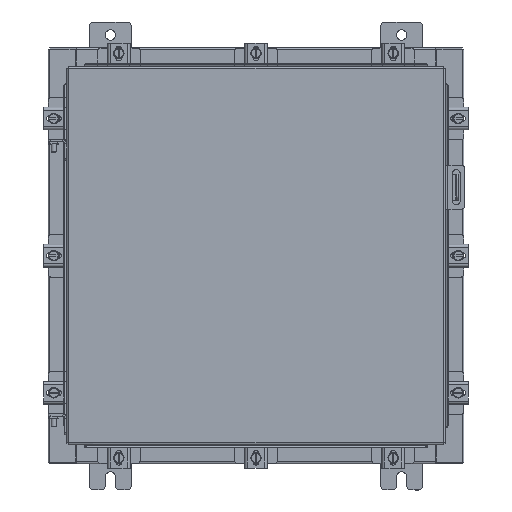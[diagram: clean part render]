
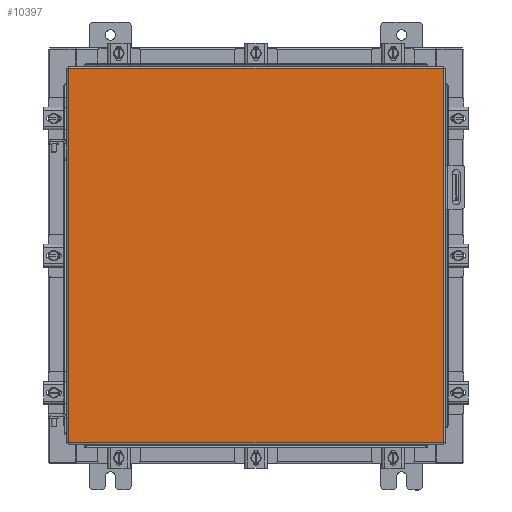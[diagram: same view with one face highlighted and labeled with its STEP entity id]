
A CAD part, top view. The second image highlights one B-rep face of the part: STEP entity #10397.
In plain terms, the highlighted planar face has unit normal (0, 0, 1).
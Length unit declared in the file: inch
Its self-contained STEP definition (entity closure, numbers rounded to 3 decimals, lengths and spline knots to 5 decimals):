
#1075 = DIRECTION ( 'NONE',  ( 0., 1., 0. ) ) ;
#1295 = EDGE_LOOP ( 'NONE', ( #15382, #2160, #18441, #3610 ) ) ;
#1437 = CARTESIAN_POINT ( 'NONE',  ( 0., 0., 0. ) ) ;
#1576 = CARTESIAN_POINT ( 'NONE',  ( 9.0063, 9.0063, 0. ) ) ;
#2085 = CARTESIAN_POINT ( 'NONE',  ( -9.0063, 9.0063, 0. ) ) ;
#2160 = ORIENTED_EDGE ( 'NONE', *, *, #17108, .T. ) ;
#3488 = VERTEX_POINT ( 'NONE', #17755 ) ;
#3610 = ORIENTED_EDGE ( 'NONE', *, *, #18625, .T. ) ;
#4270 = VERTEX_POINT ( 'NONE', #16268 ) ;
#4862 = DIRECTION ( 'NONE',  ( 1., 0., 0. ) ) ;
#5377 = VECTOR ( 'NONE', #14215, 39.37008 ) ;
#5804 = FACE_OUTER_BOUND ( 'NONE', #1295, .T. ) ;
#6642 = PLANE ( 'NONE',  #8712 ) ;
#8592 = VECTOR ( 'NONE', #4862, 39.37008 ) ;
#8712 = AXIS2_PLACEMENT_3D ( 'NONE', #1437, #22248, #10069 ) ;
#9695 = LINE ( 'NONE', #18811, #8592 ) ;
#10061 = CARTESIAN_POINT ( 'NONE',  ( -9.0063, 9.0063, 0. ) ) ;
#10069 = DIRECTION ( 'NONE',  ( -1., 0., 0. ) ) ;
#10397 = ADVANCED_FACE ( 'NONE', ( #5804 ), #6642, .F. ) ;
#12457 = CARTESIAN_POINT ( 'NONE',  ( 9.0063, 9.0063, 0. ) ) ;
#14215 = DIRECTION ( 'NONE',  ( -1., 0., 0. ) ) ;
#14315 = DIRECTION ( 'NONE',  ( 0., -1., 0. ) ) ;
#14690 = EDGE_CURVE ( 'NONE', #4270, #3488, #9695, .T. ) ;
#15215 = VECTOR ( 'NONE', #14315, 39.37008 ) ;
#15382 = ORIENTED_EDGE ( 'NONE', *, *, #14690, .T. ) ;
#16268 = CARTESIAN_POINT ( 'NONE',  ( -9.0063, -9.0063, 0. ) ) ;
#17108 = EDGE_CURVE ( 'NONE', #3488, #19486, #21253, .T. ) ;
#17755 = CARTESIAN_POINT ( 'NONE',  ( 9.0063, -9.0063, 0. ) ) ;
#18441 = ORIENTED_EDGE ( 'NONE', *, *, #19177, .T. ) ;
#18487 = CARTESIAN_POINT ( 'NONE',  ( 9.0063, -9.0063, 0. ) ) ;
#18625 = EDGE_CURVE ( 'NONE', #22127, #4270, #20373, .T. ) ;
#18811 = CARTESIAN_POINT ( 'NONE',  ( -9.0063, -9.0063, 0. ) ) ;
#19177 = EDGE_CURVE ( 'NONE', #19486, #22127, #19270, .T. ) ;
#19270 = LINE ( 'NONE', #12457, #5377 ) ;
#19486 = VERTEX_POINT ( 'NONE', #1576 ) ;
#20373 = LINE ( 'NONE', #2085, #15215 ) ;
#20707 = VECTOR ( 'NONE', #1075, 39.37008 ) ;
#21253 = LINE ( 'NONE', #18487, #20707 ) ;
#22127 = VERTEX_POINT ( 'NONE', #10061 ) ;
#22248 = DIRECTION ( 'NONE',  ( 0., 0., -1. ) ) ;
